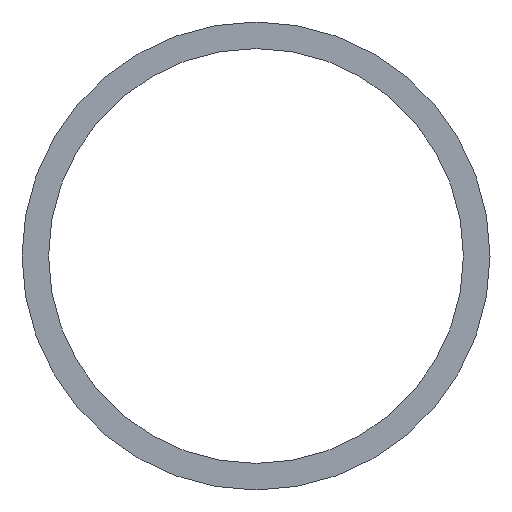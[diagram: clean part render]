
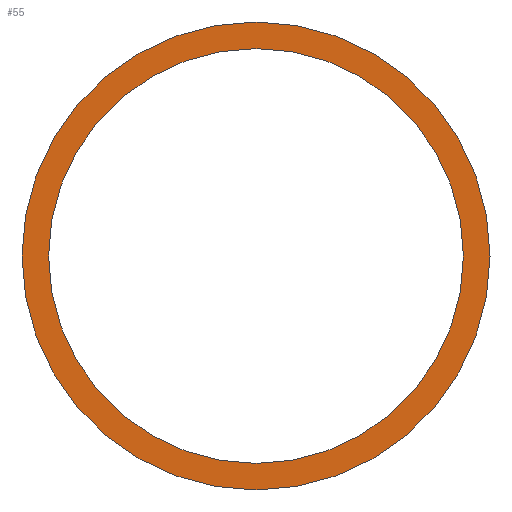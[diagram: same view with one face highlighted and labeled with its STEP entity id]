
A CAD part, left-side view. The second image highlights one B-rep face of the part: STEP entity #55.
In plain terms, the highlighted planar face has unit normal (-1, 0, 0).
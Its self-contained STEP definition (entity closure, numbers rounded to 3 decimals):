
#55 = ADVANCED_FACE( '', ( #126, #127 ), #128, .F. );
#59 = EDGE_CURVE( '', #89, #93, #132, .T. );
#77 = VERTEX_POINT( '', #154 );
#79 = VERTEX_POINT( '', #156 );
#81 = EDGE_CURVE( '', #79, #77, #158, .T. );
#85 = EDGE_CURVE( '', #93, #89, #162, .T. );
#89 = VERTEX_POINT( '', #166 );
#93 = VERTEX_POINT( '', #170 );
#103 = EDGE_CURVE( '', #77, #79, #181, .T. );
#126 = FACE_OUTER_BOUND( '', #194, .T. );
#127 = FACE_BOUND( '', #195, .T. );
#128 = PLANE( '', #196 );
#132 = CIRCLE( '', #203, 140. );
#154 = CARTESIAN_POINT( '', ( 0., 0., 124.1 ) );
#156 = CARTESIAN_POINT( '', ( 0., 0., -124.1 ) );
#158 = CIRCLE( '', #236, 124.1 );
#162 = CIRCLE( '', #241, 140. );
#166 = CARTESIAN_POINT( '', ( 0., 0., 140. ) );
#170 = CARTESIAN_POINT( '', ( 0., 0., -140. ) );
#181 = CIRCLE( '', #264, 124.1 );
#194 = EDGE_LOOP( '', ( #275, #276 ) );
#195 = EDGE_LOOP( '', ( #277, #278 ) );
#196 = AXIS2_PLACEMENT_3D( '', #279, #280, #281 );
#203 = AXIS2_PLACEMENT_3D( '', #283, #284, #285 );
#236 = AXIS2_PLACEMENT_3D( '', #318, #319, #320 );
#241 = AXIS2_PLACEMENT_3D( '', #321, #322, #323 );
#264 = AXIS2_PLACEMENT_3D( '', #340, #341, #342 );
#275 = ORIENTED_EDGE( '', *, *, #85, .F. );
#276 = ORIENTED_EDGE( '', *, *, #59, .F. );
#277 = ORIENTED_EDGE( '', *, *, #81, .T. );
#278 = ORIENTED_EDGE( '', *, *, #103, .T. );
#279 = CARTESIAN_POINT( '', ( 0., 0., 0. ) );
#280 = DIRECTION( '', ( 1., 0., 0. ) );
#281 = DIRECTION( '', ( 0., 0., -1. ) );
#283 = CARTESIAN_POINT( '', ( 0., 0., 0. ) );
#284 = DIRECTION( '', ( 1., 0., 0. ) );
#285 = DIRECTION( '', ( 0., 0., -1. ) );
#318 = CARTESIAN_POINT( '', ( 0., 0., 0. ) );
#319 = DIRECTION( '', ( 1., 0., 0. ) );
#320 = DIRECTION( '', ( 0., 0., -1. ) );
#321 = CARTESIAN_POINT( '', ( 0., 0., 0. ) );
#322 = DIRECTION( '', ( 1., 0., 0. ) );
#323 = DIRECTION( '', ( 0., 0., -1. ) );
#340 = CARTESIAN_POINT( '', ( 0., 0., 0. ) );
#341 = DIRECTION( '', ( 1., 0., 0. ) );
#342 = DIRECTION( '', ( 0., 0., -1. ) );
